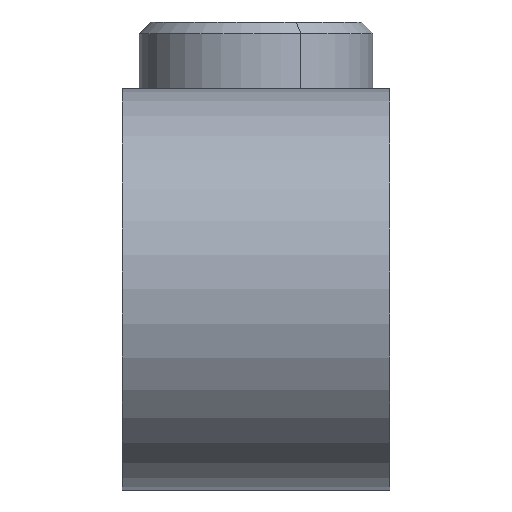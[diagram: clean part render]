
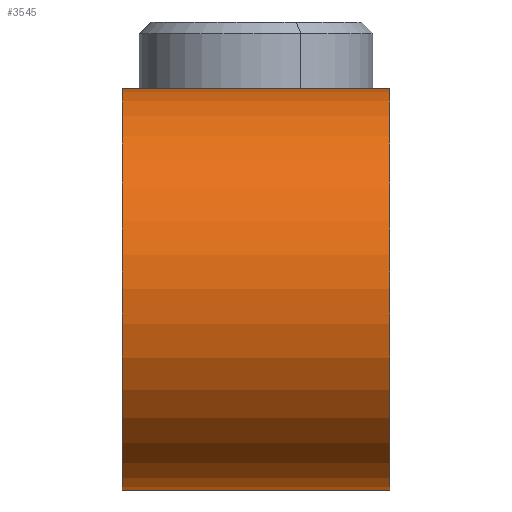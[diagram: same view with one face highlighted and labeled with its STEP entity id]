
A CAD part, left-side view. The second image highlights one B-rep face of the part: STEP entity #3545.
In plain terms, the highlighted cylindrical face has radius 6 mm (diameter 12 mm), a partial arc.
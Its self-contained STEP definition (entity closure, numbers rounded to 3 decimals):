
#264 = DIRECTION ( 'NONE',  ( 0., 0., -1. ) ) ;
#272 = VERTEX_POINT ( 'NONE', #4223 ) ;
#338 = LINE ( 'NONE', #5157, #6386 ) ;
#401 = CARTESIAN_POINT ( 'NONE',  ( 0., 0., 6. ) ) ;
#729 = FACE_OUTER_BOUND ( 'NONE', #6517, .T. ) ;
#1094 = CARTESIAN_POINT ( 'NONE',  ( 0., 0., 0. ) ) ;
#1119 = ORIENTED_EDGE ( 'NONE', *, *, #4067, .F. ) ;
#1466 = CARTESIAN_POINT ( 'NONE',  ( 0., 8., -6. ) ) ;
#2006 = LINE ( 'NONE', #3411, #6562 ) ;
#2025 = EDGE_CURVE ( 'NONE', #5549, #6856, #4312, .T. ) ;
#2666 = DIRECTION ( 'NONE',  ( 0., -1., 0. ) ) ;
#2679 = ORIENTED_EDGE ( 'NONE', *, *, #5014, .F. ) ;
#2785 = DIRECTION ( 'NONE',  ( 0., -1., 0. ) ) ;
#2874 = DIRECTION ( 'NONE',  ( 0., -1., 0. ) ) ;
#3229 = CIRCLE ( 'NONE', #6456, 6. ) ;
#3411 = CARTESIAN_POINT ( 'NONE',  ( 0., 8., -6. ) ) ;
#3545 = ADVANCED_FACE ( 'NONE', ( #729 ), #4351, .T. ) ;
#3612 = AXIS2_PLACEMENT_3D ( 'NONE', #1094, #5868, #7011 ) ;
#3819 = CARTESIAN_POINT ( 'NONE',  ( 0., 8., 0. ) ) ;
#4067 = EDGE_CURVE ( 'NONE', #4848, #272, #3229, .T. ) ;
#4129 = DIRECTION ( 'NONE',  ( 0., 0., 1. ) ) ;
#4140 = ORIENTED_EDGE ( 'NONE', *, *, #2025, .T. ) ;
#4223 = CARTESIAN_POINT ( 'NONE',  ( 0., 8., 6. ) ) ;
#4312 = CIRCLE ( 'NONE', #3612, 6. ) ;
#4351 = CYLINDRICAL_SURFACE ( 'NONE', #5534, 6. ) ;
#4670 = CARTESIAN_POINT ( 'NONE',  ( 0., 8., 0. ) ) ;
#4848 = VERTEX_POINT ( 'NONE', #1466 ) ;
#5014 = EDGE_CURVE ( 'NONE', #272, #6856, #338, .T. ) ;
#5157 = CARTESIAN_POINT ( 'NONE',  ( 0., 8., 6. ) ) ;
#5534 = AXIS2_PLACEMENT_3D ( 'NONE', #3819, #2666, #264 ) ;
#5549 = VERTEX_POINT ( 'NONE', #7470 ) ;
#5868 = DIRECTION ( 'NONE',  ( 0., 1., 0. ) ) ;
#6159 = ORIENTED_EDGE ( 'NONE', *, *, #7596, .T. ) ;
#6386 = VECTOR ( 'NONE', #2785, 1000. ) ;
#6456 = AXIS2_PLACEMENT_3D ( 'NONE', #4670, #7099, #4129 ) ;
#6517 = EDGE_LOOP ( 'NONE', ( #2679, #1119, #6159, #4140 ) ) ;
#6562 = VECTOR ( 'NONE', #2874, 1000. ) ;
#6856 = VERTEX_POINT ( 'NONE', #401 ) ;
#7011 = DIRECTION ( 'NONE',  ( 0., 0., 1. ) ) ;
#7099 = DIRECTION ( 'NONE',  ( 0., 1., 0. ) ) ;
#7470 = CARTESIAN_POINT ( 'NONE',  ( 0., 0., -6. ) ) ;
#7596 = EDGE_CURVE ( 'NONE', #4848, #5549, #2006, .T. ) ;
